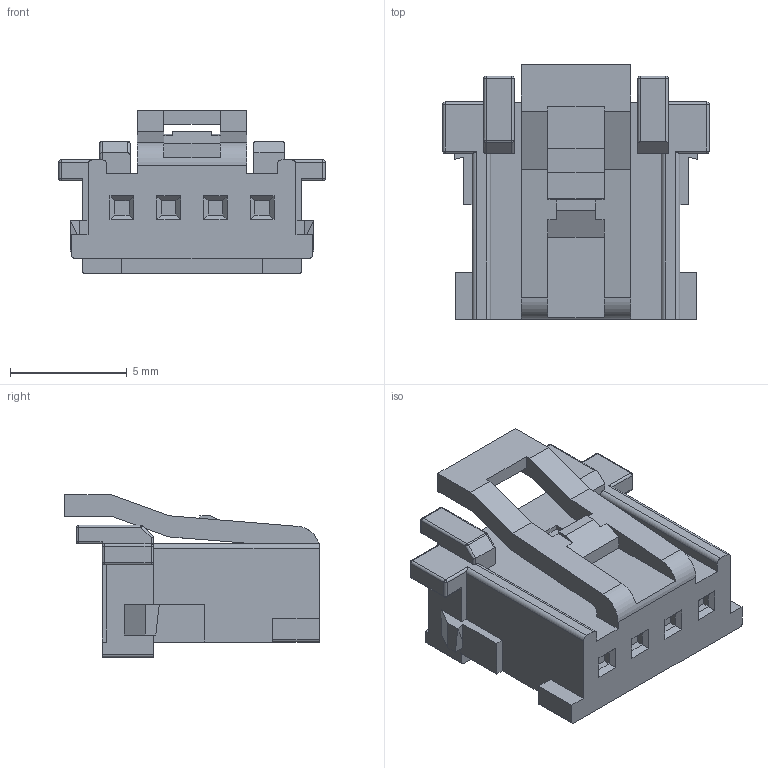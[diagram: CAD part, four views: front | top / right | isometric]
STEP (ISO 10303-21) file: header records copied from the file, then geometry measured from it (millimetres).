
FILE_DESCRIPTION((''),'2;1');
FILE_NAME('513820400','2017-04-25T',('ksrinivasara'),(''),'PRO/ENGINEER BY PARAMETRIC TECHNOLOGY CORPORATION, 2012310','PRO/ENGINEER BY PARAMETRIC TECHNOLOGY CORPORATION, 2012310','');
FILE_SCHEMA(('CONFIG_CONTROL_DESIGN'));
Length unit declared in the file: millimetre
Products named in the file (1): 513820400
Bounding box: 11.4 x 10.9 x 6.95 mm (x, y, z)
Volume: 349 mm3; surface area: 539.3 mm2
Topology: 1 solids, 1 shells, 272 faces, 720 edges, 464 vertices
Faces by surface type: plane 208, cylinder 46, sphere 18
Entity records: 8302 total; most frequent: CARTESIAN_POINT 1501, ORIENTED_EDGE 1426, DIRECTION 1343, EDGE_CURVE 713, VECTOR 627, LINE 627, VERTEX_POINT 450, AXIS2_PLACEMENT_3D 358
